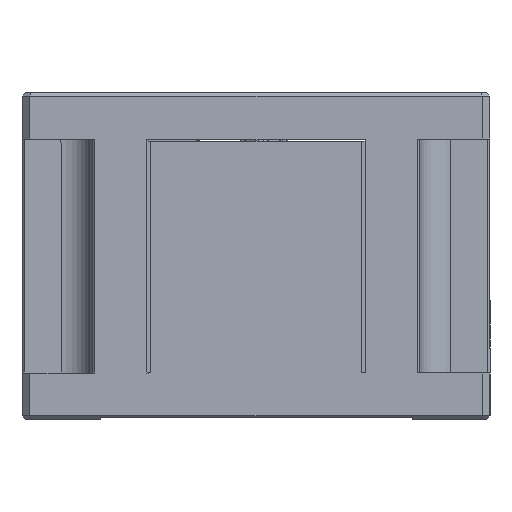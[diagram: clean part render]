
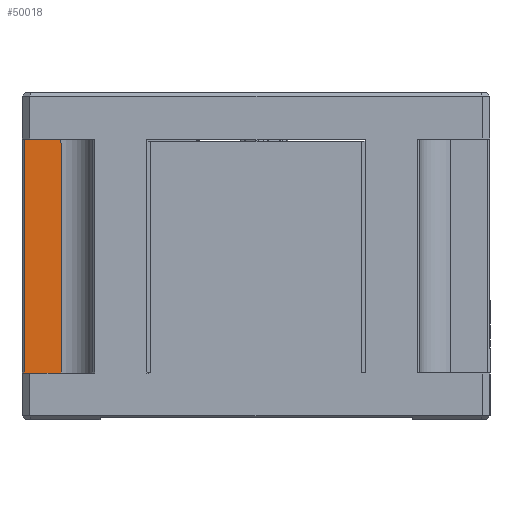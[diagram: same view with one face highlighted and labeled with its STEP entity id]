
A CAD part, left-side view. The second image highlights one B-rep face of the part: STEP entity #50018.
In plain terms, the highlighted planar face has unit normal (-1, 0, 0).
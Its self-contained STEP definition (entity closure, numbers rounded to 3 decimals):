
#1046 = VERTEX_POINT ( 'NONE', #73432 ) ;
#1479 = LINE ( 'NONE', #64849, #36955 ) ;
#2527 = EDGE_CURVE ( 'NONE', #1046, #62500, #23096, .T. ) ;
#9140 = EDGE_CURVE ( 'NONE', #51264, #62500, #1479, .T. ) ;
#9730 = ORIENTED_EDGE ( 'NONE', *, *, #2527, .F. ) ;
#14118 = LINE ( 'NONE', #27957, #34467 ) ;
#18251 = ORIENTED_EDGE ( 'NONE', *, *, #67788, .T. ) ;
#23096 = LINE ( 'NONE', #27630, #49676 ) ;
#23521 = DIRECTION ( 'NONE',  ( 1., 0., 0. ) ) ;
#27630 = CARTESIAN_POINT ( 'NONE',  ( -51., -2.65, 6. ) ) ;
#27957 = CARTESIAN_POINT ( 'NONE',  ( -51., -5., 21. ) ) ;
#28109 = DIRECTION ( 'NONE',  ( 0., 1., 0. ) ) ;
#28133 = VERTEX_POINT ( 'NONE', #54662 ) ;
#28730 = PLANE ( 'NONE',  #59659 ) ;
#29463 = DIRECTION ( 'NONE',  ( 0., 1., 0. ) ) ;
#31410 = ORIENTED_EDGE ( 'NONE', *, *, #9140, .T. ) ;
#34467 = VECTOR ( 'NONE', #38892, 1000. ) ;
#36895 = CARTESIAN_POINT ( 'NONE',  ( -51., -0.3, 6. ) ) ;
#36955 = VECTOR ( 'NONE', #47898, 1000. ) ;
#38892 = DIRECTION ( 'NONE',  ( 0., 0., 1. ) ) ;
#39676 = ORIENTED_EDGE ( 'NONE', *, *, #70144, .F. ) ;
#47898 = DIRECTION ( 'NONE',  ( 0., 0., -1. ) ) ;
#49676 = VECTOR ( 'NONE', #28109, 1000. ) ;
#49818 = EDGE_LOOP ( 'NONE', ( #9730, #18251, #39676, #31410 ) ) ;
#50018 = ADVANCED_FACE ( 'NONE', ( #57609 ), #28730, .F. ) ;
#50491 = CARTESIAN_POINT ( 'NONE',  ( -51., -2.65, 36. ) ) ;
#51182 = CARTESIAN_POINT ( 'NONE',  ( -51., -0.3, 36. ) ) ;
#51245 = DIRECTION ( 'NONE',  ( 0., -1., 0. ) ) ;
#51264 = VERTEX_POINT ( 'NONE', #51182 ) ;
#54662 = CARTESIAN_POINT ( 'NONE',  ( -51., -5., 36. ) ) ;
#57609 = FACE_OUTER_BOUND ( 'NONE', #49818, .T. ) ;
#59659 = AXIS2_PLACEMENT_3D ( 'NONE', #63484, #23521, #29463 ) ;
#62384 = LINE ( 'NONE', #50491, #72049 ) ;
#62500 = VERTEX_POINT ( 'NONE', #36895 ) ;
#63484 = CARTESIAN_POINT ( 'NONE',  ( -51., -5., 6. ) ) ;
#64849 = CARTESIAN_POINT ( 'NONE',  ( -51., -0.3, 21. ) ) ;
#67788 = EDGE_CURVE ( 'NONE', #1046, #28133, #14118, .T. ) ;
#70144 = EDGE_CURVE ( 'NONE', #51264, #28133, #62384, .T. ) ;
#72049 = VECTOR ( 'NONE', #51245, 1000. ) ;
#73432 = CARTESIAN_POINT ( 'NONE',  ( -51., -5., 6. ) ) ;
